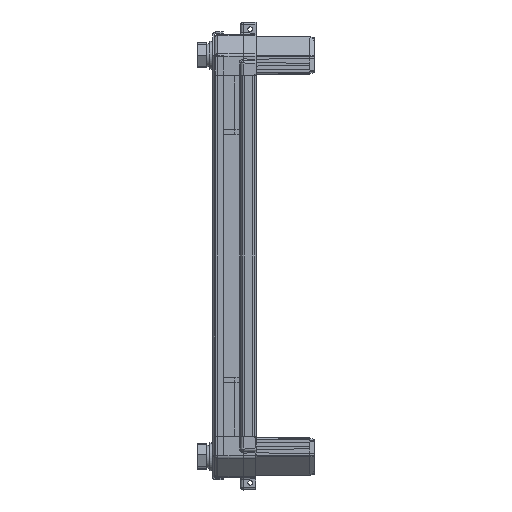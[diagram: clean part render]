
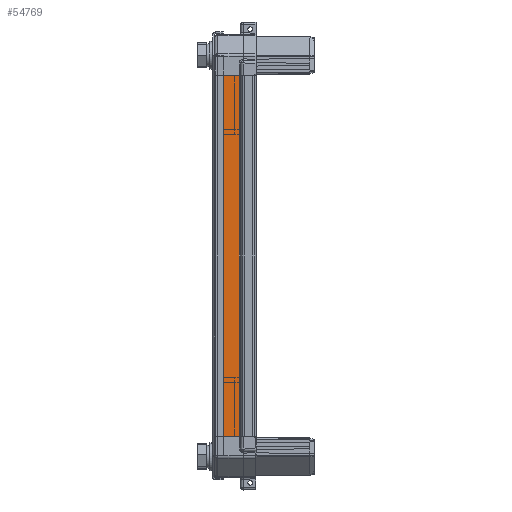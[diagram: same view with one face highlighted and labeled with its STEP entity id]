
A CAD part, left-side view. The second image highlights one B-rep face of the part: STEP entity #54769.
In plain terms, the highlighted face is planar.
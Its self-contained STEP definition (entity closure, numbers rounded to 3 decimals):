
#1928 = VECTOR ( 'NONE', #54923, 1000. ) ;
#2309 = ORIENTED_EDGE ( 'NONE', *, *, #35132, .T. ) ;
#3136 = CARTESIAN_POINT ( 'NONE',  ( 154., 21.2, 35.5 ) ) ;
#3351 = FACE_OUTER_BOUND ( 'NONE', #21844, .T. ) ;
#4477 = CARTESIAN_POINT ( 'NONE',  ( -154., 2.8, 35.5 ) ) ;
#5651 = ORIENTED_EDGE ( 'NONE', *, *, #32178, .F. ) ;
#6010 = VERTEX_POINT ( 'NONE', #4477 ) ;
#9606 = CARTESIAN_POINT ( 'NONE',  ( -154., 21.2, 35.5 ) ) ;
#12055 = CARTESIAN_POINT ( 'NONE',  ( -154., 21.2, 35.5 ) ) ;
#14042 = VERTEX_POINT ( 'NONE', #46508 ) ;
#16095 = VECTOR ( 'NONE', #54415, 1000. ) ;
#18144 = VECTOR ( 'NONE', #30589, 1000. ) ;
#19341 = ORIENTED_EDGE ( 'NONE', *, *, #33217, .F. ) ;
#21253 = VERTEX_POINT ( 'NONE', #9606 ) ;
#21844 = EDGE_LOOP ( 'NONE', ( #26104, #5651, #19341, #2309 ) ) ;
#22761 = CARTESIAN_POINT ( 'NONE',  ( 154., 21.2, 35.5 ) ) ;
#26104 = ORIENTED_EDGE ( 'NONE', *, *, #29085, .T. ) ;
#27429 = VERTEX_POINT ( 'NONE', #37632 ) ;
#27871 = CARTESIAN_POINT ( 'NONE',  ( 154., 21.2, 35.5 ) ) ;
#29085 = EDGE_CURVE ( 'NONE', #21253, #6010, #34299, .T. ) ;
#30589 = DIRECTION ( 'NONE',  ( 0., -1., 0. ) ) ;
#32147 = CARTESIAN_POINT ( 'NONE',  ( 154., 2.8, 35.5 ) ) ;
#32178 = EDGE_CURVE ( 'NONE', #27429, #6010, #36071, .T. ) ;
#33217 = EDGE_CURVE ( 'NONE', #14042, #27429, #46393, .T. ) ;
#34299 = LINE ( 'NONE', #12055, #18144 ) ;
#35132 = EDGE_CURVE ( 'NONE', #14042, #21253, #41007, .T. ) ;
#36071 = LINE ( 'NONE', #32147, #1928 ) ;
#37632 = CARTESIAN_POINT ( 'NONE',  ( 154., 2.8, 35.5 ) ) ;
#41007 = LINE ( 'NONE', #3136, #16095 ) ;
#43940 = AXIS2_PLACEMENT_3D ( 'NONE', #22761, #50074, #45512 ) ;
#45512 = DIRECTION ( 'NONE',  ( -1., 0., 0. ) ) ;
#46393 = LINE ( 'NONE', #27871, #49796 ) ;
#46508 = CARTESIAN_POINT ( 'NONE',  ( 154., 21.2, 35.5 ) ) ;
#49796 = VECTOR ( 'NONE', #55753, 1000. ) ;
#50074 = DIRECTION ( 'NONE',  ( 0., 0., -1. ) ) ;
#54415 = DIRECTION ( 'NONE',  ( -1., 0., 0. ) ) ;
#54613 = PLANE ( 'NONE',  #43940 ) ;
#54769 = ADVANCED_FACE ( 'NONE', ( #3351 ), #54613, .F. ) ;
#54923 = DIRECTION ( 'NONE',  ( -1., 0., 0. ) ) ;
#55753 = DIRECTION ( 'NONE',  ( 0., -1., 0. ) ) ;
